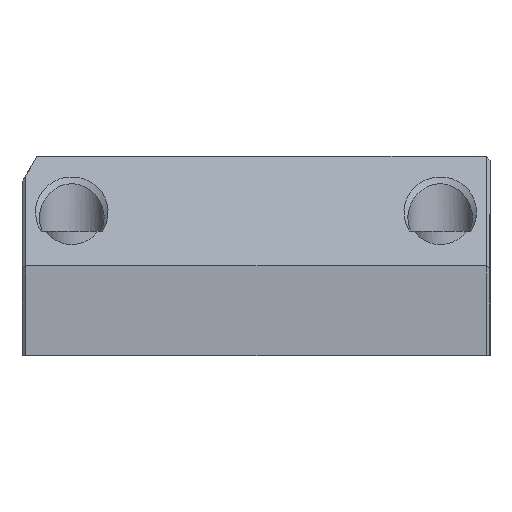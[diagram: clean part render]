
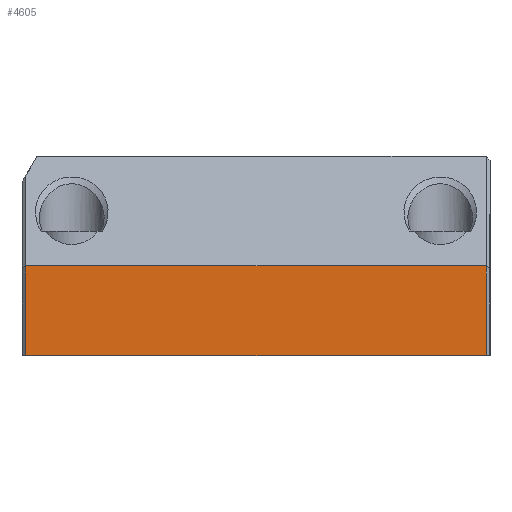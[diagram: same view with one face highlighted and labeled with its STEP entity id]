
A CAD part, left-side view. The second image highlights one B-rep face of the part: STEP entity #4605.
In plain terms, the highlighted planar face has unit normal (-1, 0, 0).
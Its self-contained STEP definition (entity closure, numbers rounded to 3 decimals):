
#405=FACE_OUTER_BOUND('',#667,.T.);
#667=EDGE_LOOP('',(#3149,#3150,#3151,#3152));
#975=LINE('',#6706,#1433);
#1009=LINE('',#6787,#1467);
#1016=LINE('',#6800,#1474);
#1017=LINE('',#6801,#1475);
#1433=VECTOR('',#5371,10.);
#1467=VECTOR('',#5429,10.);
#1474=VECTOR('',#5440,10.);
#1475=VECTOR('',#5441,10.);
#1879=VERTEX_POINT('',#6703);
#1880=VERTEX_POINT('',#6705);
#1911=VERTEX_POINT('',#6785);
#1912=VERTEX_POINT('',#6786);
#2345=EDGE_CURVE('',#1880,#1879,#975,.T.);
#2384=EDGE_CURVE('',#1911,#1912,#1009,.T.);
#2391=EDGE_CURVE('',#1879,#1911,#1016,.T.);
#2392=EDGE_CURVE('',#1880,#1912,#1017,.T.);
#3149=ORIENTED_EDGE('',*,*,#2345,.T.);
#3150=ORIENTED_EDGE('',*,*,#2391,.T.);
#3151=ORIENTED_EDGE('',*,*,#2384,.T.);
#3152=ORIENTED_EDGE('',*,*,#2392,.F.);
#4411=PLANE('',#4898);
#4605=ADVANCED_FACE('',(#405),#4411,.F.);
#4898=AXIS2_PLACEMENT_3D('',#6799,#5438,#5439);
#5371=DIRECTION('',(0.,0.,1.));
#5429=DIRECTION('',(0.,0.,-1.));
#5438=DIRECTION('center_axis',(1.,0.,0.));
#5439=DIRECTION('ref_axis',(0.,0.,-1.));
#5440=DIRECTION('',(0.,1.,0.));
#5441=DIRECTION('',(0.,1.,0.));
#6703=CARTESIAN_POINT('',(-54.4,-23.,9.));
#6705=CARTESIAN_POINT('',(-54.4,-23.,0.));
#6706=CARTESIAN_POINT('',(-54.4,-23.,10.5));
#6785=CARTESIAN_POINT('',(-54.4,23.2,9.));
#6786=CARTESIAN_POINT('',(-54.4,23.2,0.));
#6787=CARTESIAN_POINT('',(-54.4,23.2,10.5));
#6799=CARTESIAN_POINT('Origin',(-54.4,-23.4,11.));
#6800=CARTESIAN_POINT('',(-54.4,-2.4,9.));
#6801=CARTESIAN_POINT('',(-54.4,-23.4,0.));
